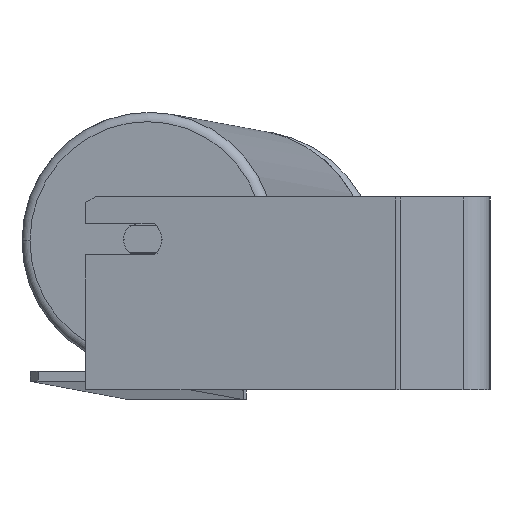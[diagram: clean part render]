
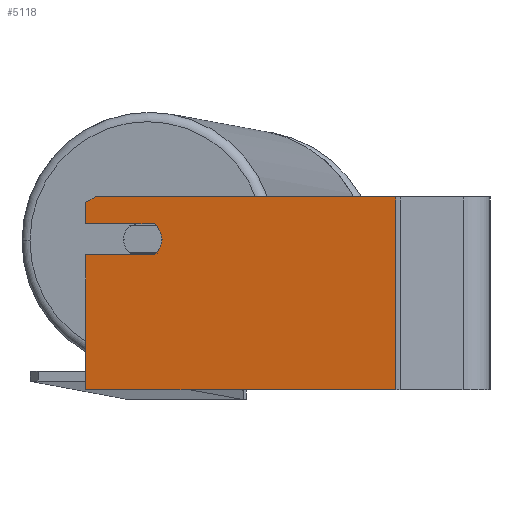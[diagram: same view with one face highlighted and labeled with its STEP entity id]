
A CAD part, left-side view. The second image highlights one B-rep face of the part: STEP entity #5118.
In plain terms, the highlighted planar face has unit normal (-0.985, 0.174, 0).
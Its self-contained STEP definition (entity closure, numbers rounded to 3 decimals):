
#43 = EDGE_CURVE ( 'NONE', #5152, #3447, #643, .T. ) ;
#393 = EDGE_LOOP ( 'NONE', ( #953, #3772, #3321, #3606, #8363, #8299, #9022, #4092, #998, #3604 ) ) ;
#501 = EDGE_CURVE ( 'NONE', #7111, #8988, #8318, .T. ) ;
#643 = CIRCLE ( 'NONE', #6040, 10. ) ;
#654 = CARTESIAN_POINT ( 'NONE',  ( -476.651, 180.141, 28. ) ) ;
#668 = VECTOR ( 'NONE', #3957, 1000. ) ;
#779 = VECTOR ( 'NONE', #4024, 1000. ) ;
#825 = CARTESIAN_POINT ( 'NONE',  ( -471.442, 209.685, 50. ) ) ;
#953 = ORIENTED_EDGE ( 'NONE', *, *, #5232, .F. ) ;
#998 = ORIENTED_EDGE ( 'NONE', *, *, #3732, .T. ) ;
#1002 = CARTESIAN_POINT ( 'NONE',  ( -477.693, 174.232, 36. ) ) ;
#1099 = CARTESIAN_POINT ( 'NONE',  ( -472.31, 204.761, 50. ) ) ;
#1134 = CARTESIAN_POINT ( 'NONE',  ( -471.442, 209.685, 20. ) ) ;
#1218 = PLANE ( 'NONE',  #6789 ) ;
#1221 = CARTESIAN_POINT ( 'NONE',  ( -471.442, 209.685, 47.113 ) ) ;
#1248 = EDGE_CURVE ( 'NONE', #3447, #1470, #1333, .T. ) ;
#1309 = CARTESIAN_POINT ( 'NONE',  ( -471.442, 209.685, 50. ) ) ;
#1333 = LINE ( 'NONE', #1502, #8698 ) ;
#1470 = VERTEX_POINT ( 'NONE', #2964 ) ;
#1502 = CARTESIAN_POINT ( 'NONE',  ( -477.693, 174.232, 36. ) ) ;
#1584 = VERTEX_POINT ( 'NONE', #5432 ) ;
#1667 = CARTESIAN_POINT ( 'NONE',  ( -471.442, 209.685, 47.113 ) ) ;
#1761 = DIRECTION ( 'NONE',  ( 0.174, 0.985, 0. ) ) ;
#1849 = VECTOR ( 'NONE', #5622, 1000. ) ;
#1866 = VERTEX_POINT ( 'NONE', #4693 ) ;
#2021 = DIRECTION ( 'NONE',  ( -0.174, -0.985, 0. ) ) ;
#2060 = LINE ( 'NONE', #7003, #1849 ) ;
#2157 = VERTEX_POINT ( 'NONE', #1667 ) ;
#2216 = VECTOR ( 'NONE', #4238, 1000. ) ;
#2370 = VECTOR ( 'NONE', #5606, 1000. ) ;
#2790 = DIRECTION ( 'NONE',  ( 0.174, 0.985, 0. ) ) ;
#2864 = CARTESIAN_POINT ( 'NONE',  ( -471.442, 209.685, -50. ) ) ;
#2964 = CARTESIAN_POINT ( 'NONE',  ( -471.442, 209.685, 36. ) ) ;
#3035 = DIRECTION ( 'NONE',  ( -0.174, -0.985, 0. ) ) ;
#3321 = ORIENTED_EDGE ( 'NONE', *, *, #3339, .T. ) ;
#3331 = FACE_OUTER_BOUND ( 'NONE', #393, .T. ) ;
#3339 = EDGE_CURVE ( 'NONE', #2157, #1470, #3607, .T. ) ;
#3447 = VERTEX_POINT ( 'NONE', #1002 ) ;
#3463 = DIRECTION ( 'NONE',  ( -0.174, -0.985, 0. ) ) ;
#3604 = ORIENTED_EDGE ( 'NONE', *, *, #501, .F. ) ;
#3606 = ORIENTED_EDGE ( 'NONE', *, *, #1248, .F. ) ;
#3607 = LINE ( 'NONE', #825, #2216 ) ;
#3732 = EDGE_CURVE ( 'NONE', #1584, #8988, #4967, .T. ) ;
#3772 = ORIENTED_EDGE ( 'NONE', *, *, #6279, .T. ) ;
#3850 = VECTOR ( 'NONE', #4933, 1000. ) ;
#3957 = DIRECTION ( 'NONE',  ( 0.15, 0.853, -0.5 ) ) ;
#3976 = LINE ( 'NONE', #5396, #779 ) ;
#4024 = DIRECTION ( 'NONE',  ( -0.174, -0.985, 0. ) ) ;
#4092 = ORIENTED_EDGE ( 'NONE', *, *, #8644, .T. ) ;
#4238 = DIRECTION ( 'NONE',  ( 0., 0., -1. ) ) ;
#4406 = EDGE_CURVE ( 'NONE', #8060, #1866, #3976, .T. ) ;
#4647 = LINE ( 'NONE', #1221, #668 ) ;
#4693 = CARTESIAN_POINT ( 'NONE',  ( -477.693, 174.232, 20. ) ) ;
#4743 = AXIS2_PLACEMENT_3D ( 'NONE', #5822, #8618, #3035 ) ;
#4800 = CARTESIAN_POINT ( 'NONE',  ( -499.787, 48.931, 50. ) ) ;
#4933 = DIRECTION ( 'NONE',  ( 0., 0., -1. ) ) ;
#4967 = LINE ( 'NONE', #2864, #2370 ) ;
#5118 = ADVANCED_FACE ( 'NONE', ( #3331 ), #1218, .F. ) ;
#5152 = VERTEX_POINT ( 'NONE', #7537 ) ;
#5232 = EDGE_CURVE ( 'NONE', #8840, #7111, #6331, .T. ) ;
#5313 = EDGE_CURVE ( 'NONE', #1866, #5152, #7079, .T. ) ;
#5378 = DIRECTION ( 'NONE',  ( 0.985, -0.174, 0. ) ) ;
#5396 = CARTESIAN_POINT ( 'NONE',  ( -477.693, 174.232, 20. ) ) ;
#5432 = CARTESIAN_POINT ( 'NONE',  ( -471.442, 209.685, -50. ) ) ;
#5606 = DIRECTION ( 'NONE',  ( -0.174, -0.985, 0. ) ) ;
#5622 = DIRECTION ( 'NONE',  ( 0., 0., -1. ) ) ;
#5822 = CARTESIAN_POINT ( 'NONE',  ( -476.651, 180.141, 28. ) ) ;
#6040 = AXIS2_PLACEMENT_3D ( 'NONE', #654, #7045, #2021 ) ;
#6116 = CARTESIAN_POINT ( 'NONE',  ( -471.442, 209.685, 50. ) ) ;
#6198 = VECTOR ( 'NONE', #3463, 1000. ) ;
#6279 = EDGE_CURVE ( 'NONE', #8840, #2157, #4647, .T. ) ;
#6331 = LINE ( 'NONE', #1309, #6198 ) ;
#6789 = AXIS2_PLACEMENT_3D ( 'NONE', #6116, #5378, #1761 ) ;
#7003 = CARTESIAN_POINT ( 'NONE',  ( -471.442, 209.685, 50. ) ) ;
#7045 = DIRECTION ( 'NONE',  ( -0.985, 0.174, 0. ) ) ;
#7079 = CIRCLE ( 'NONE', #4743, 10. ) ;
#7111 = VERTEX_POINT ( 'NONE', #8468 ) ;
#7409 = CARTESIAN_POINT ( 'NONE',  ( -499.787, 48.931, -50. ) ) ;
#7537 = CARTESIAN_POINT ( 'NONE',  ( -478.388, 170.293, 28. ) ) ;
#8060 = VERTEX_POINT ( 'NONE', #1134 ) ;
#8299 = ORIENTED_EDGE ( 'NONE', *, *, #5313, .F. ) ;
#8318 = LINE ( 'NONE', #4800, #3850 ) ;
#8363 = ORIENTED_EDGE ( 'NONE', *, *, #43, .F. ) ;
#8468 = CARTESIAN_POINT ( 'NONE',  ( -499.787, 48.931, 50. ) ) ;
#8618 = DIRECTION ( 'NONE',  ( -0.985, 0.174, 0. ) ) ;
#8644 = EDGE_CURVE ( 'NONE', #8060, #1584, #2060, .T. ) ;
#8698 = VECTOR ( 'NONE', #2790, 1000. ) ;
#8840 = VERTEX_POINT ( 'NONE', #1099 ) ;
#8988 = VERTEX_POINT ( 'NONE', #7409 ) ;
#9022 = ORIENTED_EDGE ( 'NONE', *, *, #4406, .F. ) ;
